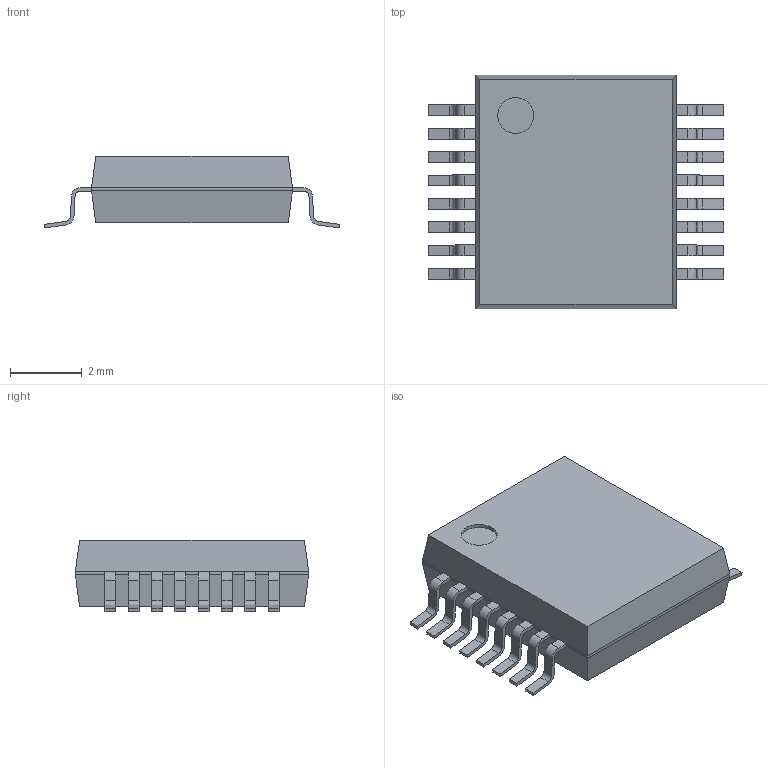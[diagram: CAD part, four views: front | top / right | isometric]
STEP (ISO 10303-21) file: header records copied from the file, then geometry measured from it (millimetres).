
FILE_DESCRIPTION((''),'2;1');
FILE_NAME('SOP65P780X200-16N.stp','2011-02-01T09:28:59',(''),(''),'Mechanical Desktop 2011','Mechanical Desktop 2011',', , ');
FILE_SCHEMA(('AUTOMOTIVE_DESIGN { 1 2 10303 214 1 1 1 1 }'));
Length unit declared in the file: millimetre
Products named in the file (1): Product
Bounding box: 8.23 x 6.5 x 2 mm (x, y, z)
Volume: 65.7 mm3; surface area: 139 mm2
Topology: 17 solids, 17 shells, 241 faces, 610 edges, 404 vertices
Faces by surface type: bspline 118, plane 89, cylinder 34
Entity records: 7664 total; most frequent: CARTESIAN_POINT 2058, ORIENTED_EDGE 1220, DIRECTION 990, EDGE_CURVE 610, VECTOR 478, LINE 478, VERTEX_POINT 404, AXIS2_PLACEMENT_3D 256
